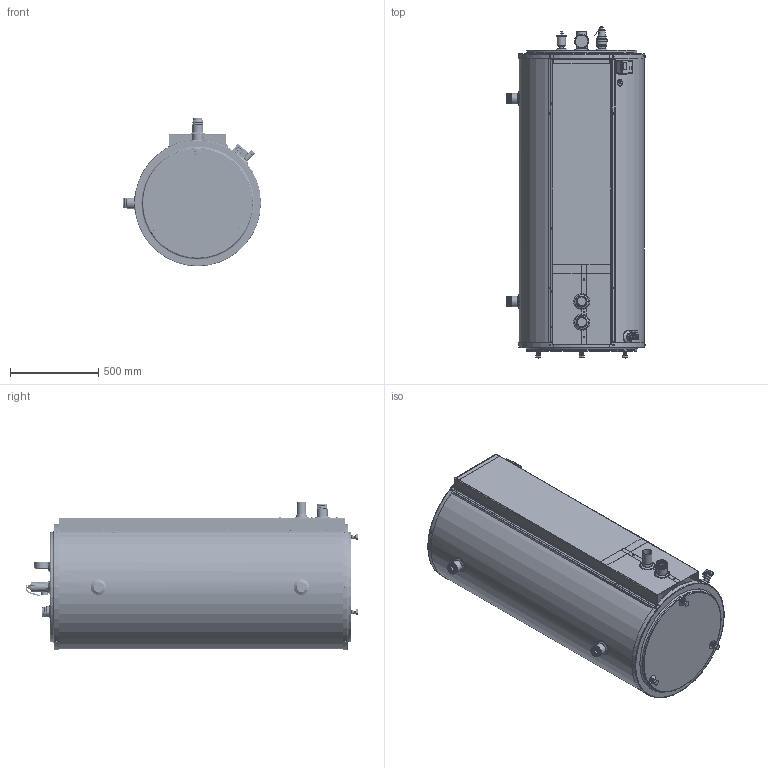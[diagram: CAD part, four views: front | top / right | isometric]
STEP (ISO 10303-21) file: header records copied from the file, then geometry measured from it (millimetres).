
FILE_DESCRIPTION (( 'STEP AP214' ), '1' );
FILE_NAME ('Turbomax 109-TXT(OPTION).STEP', '2019-09-26T20:21:49', ( '' ), ( '' ), 'SwSTEP 2.0', 'SolidWorks 2019', '' );
FILE_SCHEMA (( 'AUTOMOTIVE_DESIGN' ));
Length unit declared in the file: inch
Products named in the file (1): Turbomax 109-TXT(OPTION)
Bounding box: 786.71 x 1885.16 x 845.18 mm (x, y, z)
Volume: 5688367.3 mm3; surface area: 11255935.3 mm2
Topology: 78 solids, 81 shells, 3112 faces, 7055 edges, 4146 vertices
Faces by surface type: plane 1131, cone 875, cylinder 791, bspline 187, torus 97, sphere 31
Full cylindrical faces by diameter (mm): 2.381 x2, 3.566 x297, 3.969 x1, 4.039 x2, 4.762 x6, 4.763 x5, 4.826 x27, 5.08 x12, 5.105 x12, 5.588 x2, 6.35 x1, 6.858 x1, 7.62 x2, 7.937 x1, 9.474 x27, 9.525 x2, 11.113 x1, 12.065 x1, 12.7 x2, 13.97 x1, 14.097 x1, 14.288 x1, 15.037 x1, 19.05 x74, 20.93 x1, 21.59 x2, 22.225 x1, 23.012 x4, 25.4 x4, 26.67 x1
Entity records: 162686 total; most frequent: CARTESIAN_POINT 58487, DIRECTION 12999, ORIENTED_EDGE 11088, EDGE_CURVE 5544, AXIS2_PLACEMENT_3D 5166, EDGE_LOOP 4752, VERTEX_POINT 4072, FACE_OUTER_BOUND 3717
